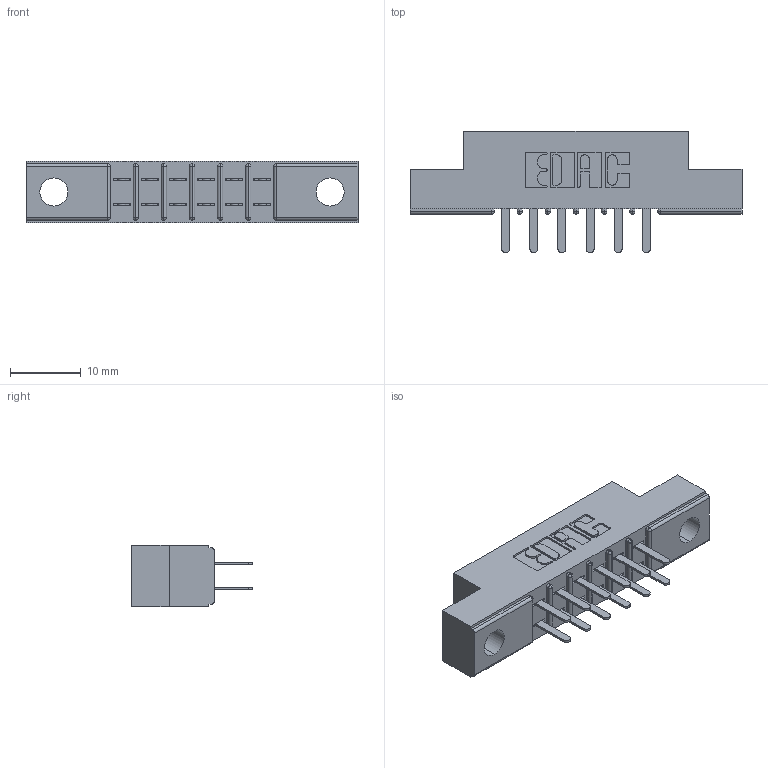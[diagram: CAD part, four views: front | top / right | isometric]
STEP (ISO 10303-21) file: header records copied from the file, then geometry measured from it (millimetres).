
FILE_DESCRIPTION (( 'STEP AP203' ), '1' );
FILE_NAME ('355-012-520-204.STEP', '2019-09-11T00:38:32', ( '' ), ( '' ), 'SwSTEP 2.0', 'SolidWorks 2016', '' );
FILE_SCHEMA (( 'CONFIG_CONTROL_DESIGN' ));
Length unit declared in the file: inch
Products named in the file (3): 305-290-001_520; 355-012-520-204; 305 Part_.156 Dia
Assembly tree (13 placements, depth 2):
  355-012-520-204
    305 Part_.156 Dia
    305-290-001_520  x12
Bounding box: 46.79 x 17.09 x 8.71 mm (x, y, z)
Volume: 2847.8 mm3; surface area: 4358.5 mm2
Topology: 13 solids, 13 shells, 682 faces, 1930 edges, 1252 vertices
Faces by surface type: plane 406, cylinder 252, sphere 24
Entity records: 11177 total; most frequent: CARTESIAN_POINT 1854, ORIENTED_EDGE 1832, DIRECTION 1814, EDGE_CURVE 916, VECTOR 710, LINE 710, VERTEX_POINT 592, AXIS2_PLACEMENT_3D 552
